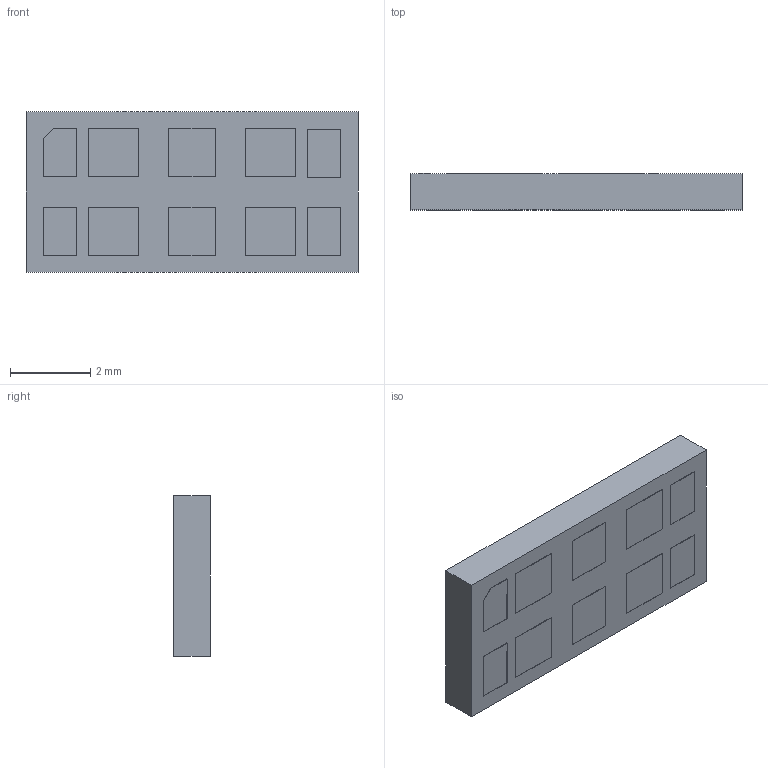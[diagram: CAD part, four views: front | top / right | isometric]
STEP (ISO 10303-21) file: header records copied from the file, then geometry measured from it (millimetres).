
FILE_DESCRIPTION (( 'STEP AP214' ), '1' );
FILE_NAME ('T850-G.STEP', '2022-05-13T14:59:25', ( '' ), ( '' ), 'SwSTEP 2.0', 'SolidWorks 2021', '' );
FILE_SCHEMA (( 'AUTOMOTIVE_DESIGN' ));
Length unit declared in the file: millimetre
Products named in the file (1): T850-G
Bounding box: 8.25 x 0.92 x 4 mm (x, y, z)
Volume: 29.7 mm3; surface area: 88.8 mm2
Topology: 1 solids, 1 shells, 204 faces, 534 edges, 356 vertices
Faces by surface type: plane 192, bspline 12
Entity records: 7126 total; most frequent: CARTESIAN_POINT 1891, ORIENTED_EDGE 1068, DIRECTION 896, EDGE_CURVE 534, LINE 510, VECTOR 510, VERTEX_POINT 356, EDGE_LOOP 228
